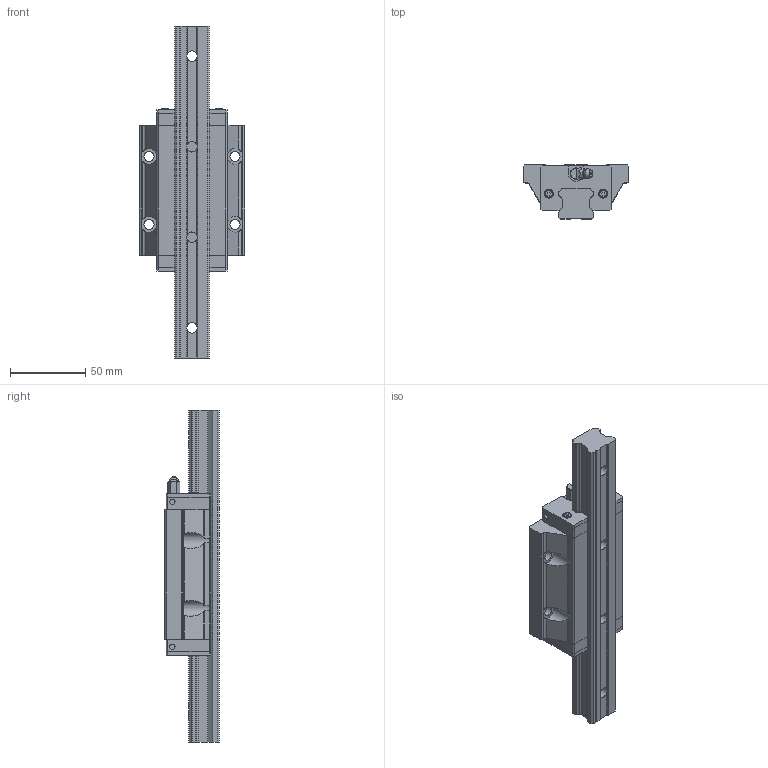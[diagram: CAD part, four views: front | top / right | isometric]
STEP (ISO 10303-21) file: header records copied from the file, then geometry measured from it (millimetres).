
FILE_DESCRIPTION (( 'STEP AP203' ), '1' );
FILE_NAME ('SBI 25 FLL.STEP', '2015-01-09T01:36:49', ( 'john' ), ( '' ), 'SwSTEP 2.0', 'SolidWorks 2013', '' );
FILE_SCHEMA (( 'CONFIG_CONTROL_DESIGN' ));
Length unit declared in the file: millimetre
Products named in the file (6): DEFAULT_3; SBI 25 FLL; DEFAULT_4; DEFAULT_1; DEFAULT_2; A2N
Assembly tree (7 placements, depth 2):
  SBI 25 FLL
    DEFAULT_1
    DEFAULT_2
    DEFAULT_3  x2
    DEFAULT_4  x2
    A2N
Bounding box: 70 x 36 x 220 mm (x, y, z)
Volume: 233989.9 mm3; surface area: 59479.6 mm2
Topology: 7 solids, 7 shells, 433 faces, 1160 edges, 768 vertices
Faces by surface type: plane 307, cylinder 92, bspline 24, cone 10
Full cylindrical faces by diameter (mm): 2.9 x4, 3.4 x4, 3.5 x4, 5.5 x4, 5.7 x2, 6 x5, 6.647 x4, 7 x4, 7.3 x2, 11 x4
Entity records: 12222 total; most frequent: CARTESIAN_POINT 3407, ORIENTED_EDGE 1722, DIRECTION 1532, EDGE_CURVE 861, LINE 634, VECTOR 634, VERTEX_POINT 592, AXIS2_PLACEMENT_3D 449
